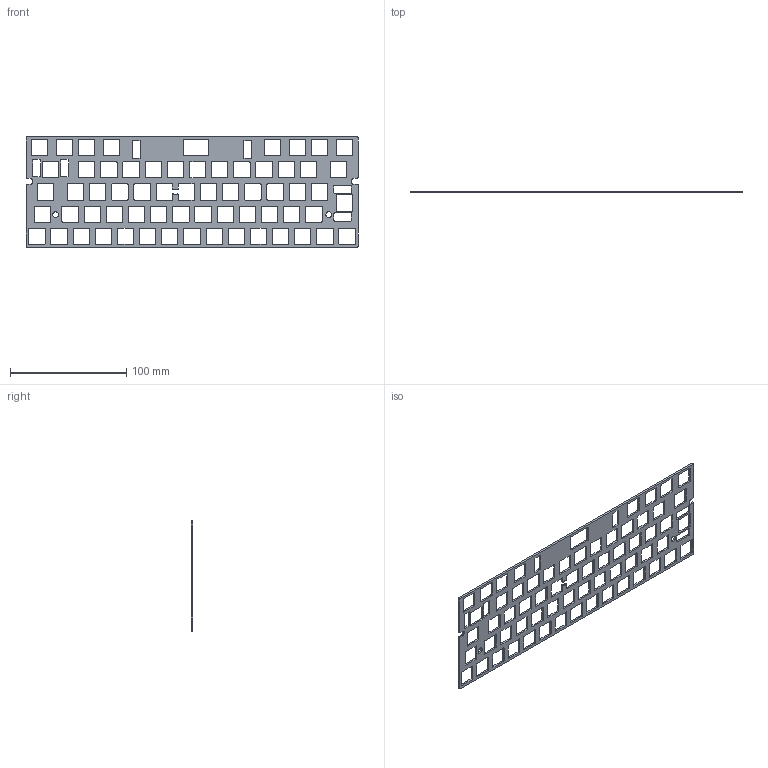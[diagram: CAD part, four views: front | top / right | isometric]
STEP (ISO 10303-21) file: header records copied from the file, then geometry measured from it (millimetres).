
FILE_DESCRIPTION(/* description */ (''),/* implementation_level */ '2;1');
FILE_NAME(/* name */ 'JP60-Plate.step',/* time_stamp */ '2021-07-17T18:27:18+09:00',/* author */ (''),/* organization */ (''),/* preprocessor_version */ 'ST-DEVELOPER v18.1',/* originating_system */ 'Autodesk Translation Framework v10.9.0.1377',/* authorisation */ '');
FILE_SCHEMA (('AUTOMOTIVE_DESIGN { 1 0 10303 214 3 1 1 }'));
Length unit declared in the file: millimetre
Products named in the file (1): JP60 Plate
Bounding box: 285.37 x 1.5 x 94.93 mm (x, y, z)
Volume: 20574.7 mm3; surface area: 34354.3 mm2
Topology: 1 solids, 1 shells, 592 faces, 1770 edges, 1180 vertices
Faces by surface type: cylinder 298, plane 294
Full cylindrical faces by diameter (mm): 5 x2
Entity records: 20407 total; most frequent: DIRECTION 3552, CARTESIAN_POINT 3543, ORIENTED_EDGE 3540, EDGE_CURVE 1770, AXIS2_PLACEMENT_3D 1189, VERTEX_POINT 1180, LINE 1174, VECTOR 1174
